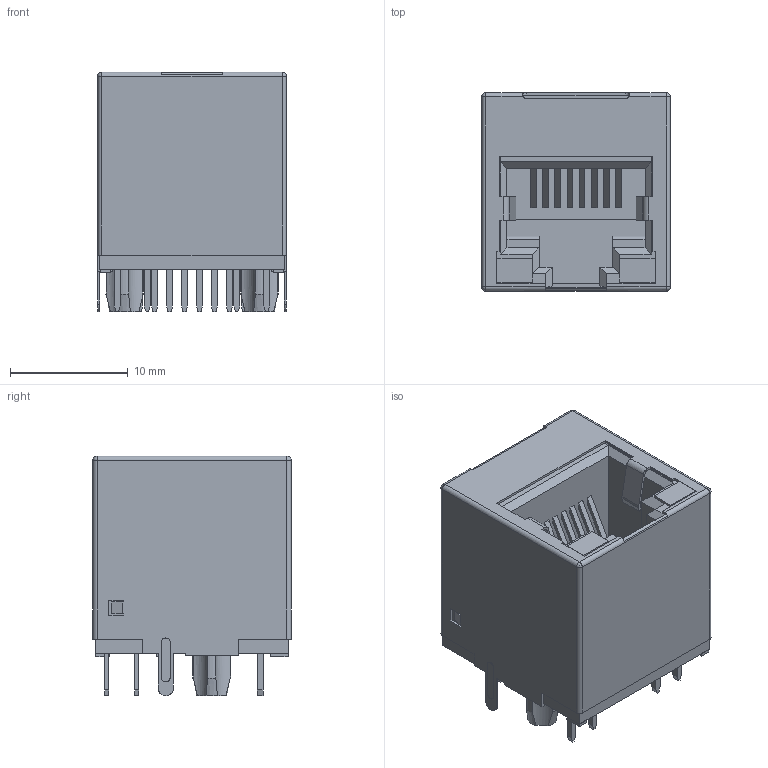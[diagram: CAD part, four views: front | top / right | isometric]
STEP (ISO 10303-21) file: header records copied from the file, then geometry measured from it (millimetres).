
FILE_DESCRIPTION(('CATIA V5 STEP Exchange','CAx-IF Rec.Pracs.--- Model Styling and Organization---1.2---2011-12-15'),'2;1');
FILE_NAME ('D1452711_0', '2018-09-21T16:28:03+00:00', ('none'), ('Weidmueller'), 'CATIA Version 5-6 Release 2014', 'CATIA V5 STEP AP214', 'none');
FILE_SCHEMA(('AUTOMOTIVE_DESIGN { 1 0 10303 214 1 1 1 1 }'));
Length unit declared in the file: millimetre
Products named in the file (1): 1534750000
Bounding box: 16.1 x 16.8 x 20.3 mm (x, y, z)
Volume: 3381.8 mm3; surface area: 4666.6 mm2
Topology: 3 solids, 3 shells, 371 faces, 1006 edges, 655 vertices
Faces by surface type: plane 304, cylinder 51, cone 8, sphere 4, extrusion 4
Entity records: 10918 total; most frequent: CARTESIAN_POINT 2082, ORIENTED_EDGE 2004, DIRECTION 1462, EDGE_CURVE 1002, VECTOR 864, LINE 860, VERTEX_POINT 655, EDGE_LOOP 413
